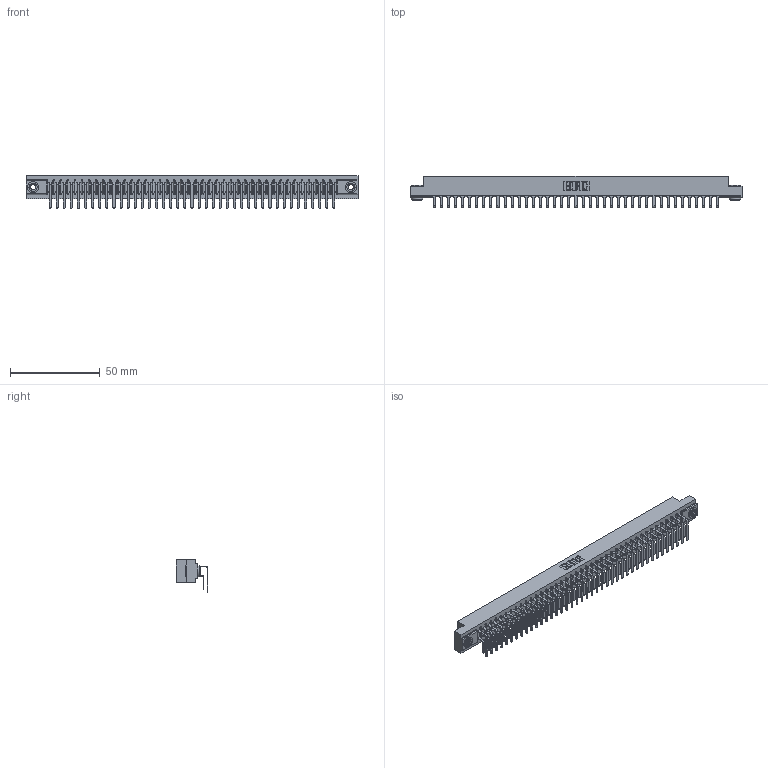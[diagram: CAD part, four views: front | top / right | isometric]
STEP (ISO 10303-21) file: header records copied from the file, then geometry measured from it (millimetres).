
FILE_DESCRIPTION (( 'STEP AP203' ), '1' );
FILE_NAME ('357-041-459-103.STEP', '2020-10-03T08:02:51', ( '' ), ( '' ), 'SwSTEP 2.0', 'SolidWorks 2020', '' );
FILE_SCHEMA (( 'CONFIG_CONTROL_DESIGN' ));
Length unit declared in the file: inch
Products named in the file (5): 307 Part_.156 Dia Mounting Holes; 357-041-459-103; 345-250-002_345-250-002-102; 307-290-001_559 - 2 (Single); 307-290-001_558 559 - 1 (Single)
Assembly tree (85 placements, depth 2):
  357-041-459-103
    307 Part_.156 Dia Mounting Holes
    307-290-001_558 559 - 1 (Single)  x41
    307-290-001_559 - 2 (Single)  x41
    345-250-002_345-250-002-102  x2
Bounding box: 185.47 x 17.69 x 18.07 mm (x, y, z)
Volume: 20080.4 mm3; surface area: 26917.5 mm2
Topology: 85 solids, 85 shells, 4312 faces, 12079 edges, 7826 vertices
Faces by surface type: plane 2800, cylinder 1420, sphere 84, cone 8
Entity records: 39096 total; most frequent: CARTESIAN_POINT 6380, ORIENTED_EDGE 6314, DIRECTION 6263, EDGE_CURVE 3157, LINE 2413, VECTOR 2413, VERTEX_POINT 2042, AXIS2_PLACEMENT_3D 1925
